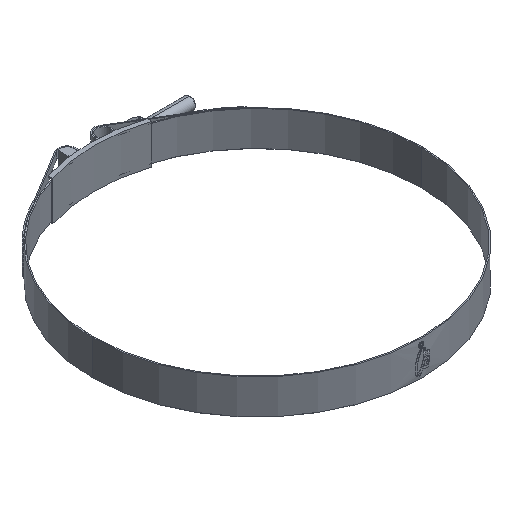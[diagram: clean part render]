
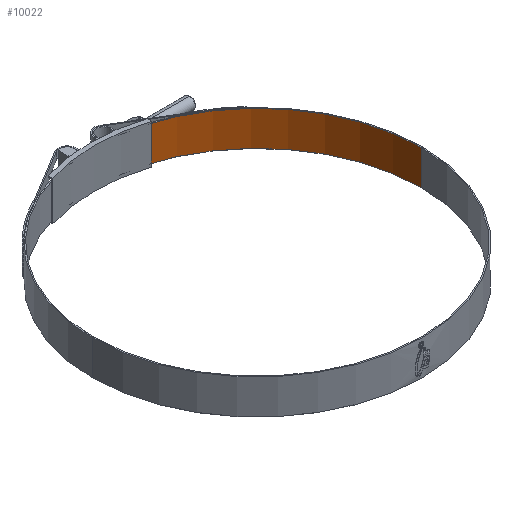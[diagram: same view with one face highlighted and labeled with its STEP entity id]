
A CAD part, isometric view. The second image highlights one B-rep face of the part: STEP entity #10022.
In plain terms, the highlighted cylindrical face has radius 91 mm (diameter 182 mm), a partial arc.
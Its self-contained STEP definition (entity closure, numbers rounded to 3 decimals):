
#518 = CARTESIAN_POINT ( 'NONE',  ( 0., 0., -9.65 ) ) ;
#683 = CARTESIAN_POINT ( 'NONE',  ( 9.479, 90.505, 9.65 ) ) ;
#1124 = CYLINDRICAL_SURFACE ( 'NONE', #13619, 91. ) ;
#2149 = DIRECTION ( 'NONE',  ( 0., 0., -1. ) ) ;
#2210 = FACE_OUTER_BOUND ( 'NONE', #9798, .T. ) ;
#3249 = ORIENTED_EDGE ( 'NONE', *, *, #12086, .F. ) ;
#3391 = AXIS2_PLACEMENT_3D ( 'NONE', #518, #11522, #8427 ) ;
#3822 = AXIS2_PLACEMENT_3D ( 'NONE', #12191, #2149, #11108 ) ;
#3893 = VECTOR ( 'NONE', #6924, 1000. ) ;
#4107 = VERTEX_POINT ( 'NONE', #11233 ) ;
#4179 = EDGE_CURVE ( 'NONE', #4107, #13884, #8768, .T. ) ;
#4628 = DIRECTION ( 'NONE',  ( -1., 0., 0. ) ) ;
#4885 = CARTESIAN_POINT ( 'NONE',  ( 9.479, 90.505, 9.65 ) ) ;
#5155 = ORIENTED_EDGE ( 'NONE', *, *, #5348, .T. ) ;
#5348 = EDGE_CURVE ( 'NONE', #12752, #4107, #7335, .T. ) ;
#5446 = CARTESIAN_POINT ( 'NONE',  ( 91., 0., 9.65 ) ) ;
#6672 = CARTESIAN_POINT ( 'NONE',  ( 0., 0., 9.65 ) ) ;
#6814 = DIRECTION ( 'NONE',  ( 0., 0., -1. ) ) ;
#6863 = ORIENTED_EDGE ( 'NONE', *, *, #4179, .T. ) ;
#6924 = DIRECTION ( 'NONE',  ( 0., 0., -1. ) ) ;
#7335 = LINE ( 'NONE', #4885, #3893 ) ;
#7918 = CARTESIAN_POINT ( 'NONE',  ( 91., 0., 9.65 ) ) ;
#8427 = DIRECTION ( 'NONE',  ( -1., 0., 0. ) ) ;
#8768 = CIRCLE ( 'NONE', #3391, 91. ) ;
#9463 = VECTOR ( 'NONE', #12310, 1000. ) ;
#9671 = EDGE_CURVE ( 'NONE', #12752, #11927, #10154, .T. ) ;
#9798 = EDGE_LOOP ( 'NONE', ( #3249, #9996, #5155, #6863 ) ) ;
#9996 = ORIENTED_EDGE ( 'NONE', *, *, #9671, .F. ) ;
#10022 = ADVANCED_FACE ( 'NONE', ( #2210 ), #1124, .F. ) ;
#10154 = CIRCLE ( 'NONE', #3822, 91. ) ;
#11108 = DIRECTION ( 'NONE',  ( -1., 0., 0. ) ) ;
#11233 = CARTESIAN_POINT ( 'NONE',  ( 9.479, 90.505, -9.65 ) ) ;
#11522 = DIRECTION ( 'NONE',  ( 0., 0., -1. ) ) ;
#11927 = VERTEX_POINT ( 'NONE', #5446 ) ;
#12034 = LINE ( 'NONE', #7918, #9463 ) ;
#12086 = EDGE_CURVE ( 'NONE', #11927, #13884, #12034, .T. ) ;
#12191 = CARTESIAN_POINT ( 'NONE',  ( 0., 0., 9.65 ) ) ;
#12310 = DIRECTION ( 'NONE',  ( 0., 0., -1. ) ) ;
#12752 = VERTEX_POINT ( 'NONE', #683 ) ;
#13083 = CARTESIAN_POINT ( 'NONE',  ( 91., 0., -9.65 ) ) ;
#13619 = AXIS2_PLACEMENT_3D ( 'NONE', #6672, #6814, #4628 ) ;
#13884 = VERTEX_POINT ( 'NONE', #13083 ) ;
